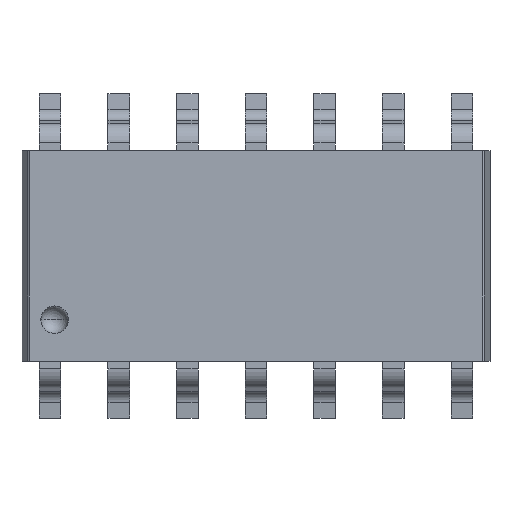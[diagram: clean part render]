
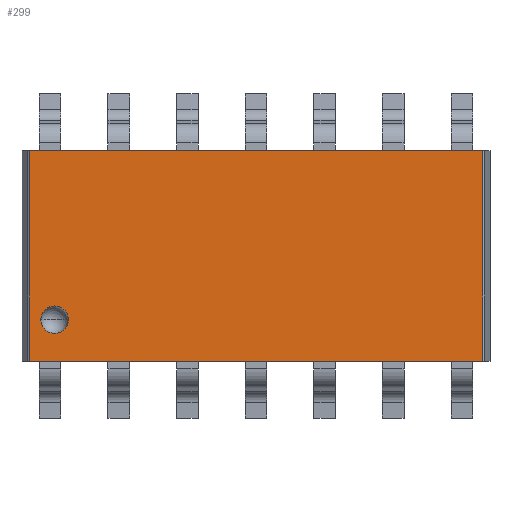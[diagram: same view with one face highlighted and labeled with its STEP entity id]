
A CAD part, top view. The second image highlights one B-rep face of the part: STEP entity #299.
In plain terms, the highlighted planar face has unit normal (0, 0, 1).
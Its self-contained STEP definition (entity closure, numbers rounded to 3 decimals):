
#299=ADVANCED_FACE('',(#793,#794),#795,.T.);
#793=FACE_BOUND('',#1508,.T.);
#794=FACE_OUTER_BOUND('',#1509,.T.);
#795=PLANE('',#1510);
#1508=EDGE_LOOP('',(#2210,#2211,#2212));
#1509=EDGE_LOOP('',(#2213,#2214,#2215,#2216));
#1510=AXIS2_PLACEMENT_3D('',#2217,#2218,#2219);
#2210=ORIENTED_EDGE('',*,*,#4088,.T.);
#2211=ORIENTED_EDGE('',*,*,#4085,.T.);
#2212=ORIENTED_EDGE('',*,*,#4089,.T.);
#2213=ORIENTED_EDGE('',*,*,#4124,.T.);
#2214=ORIENTED_EDGE('',*,*,#4125,.F.);
#2215=ORIENTED_EDGE('',*,*,#4126,.T.);
#2216=ORIENTED_EDGE('',*,*,#4121,.T.);
#2217=CARTESIAN_POINT('',(0.,1.95,0.863));
#2218=DIRECTION('',(0.0,0.,1.0));
#2219=DIRECTION('',(-1.0,0.0,0.0));
#4085=EDGE_CURVE('',#4859,#4856,#4860,.T.);
#4088=EDGE_CURVE('',#4863,#4859,#4864,.T.);
#4089=EDGE_CURVE('',#4856,#4863,#4865,.T.);
#4121=EDGE_CURVE('',#4914,#4912,#4915,.T.);
#4124=EDGE_CURVE('',#4912,#4918,#4919,.T.);
#4125=EDGE_CURVE('',#4920,#4918,#4921,.T.);
#4126=EDGE_CURVE('',#4920,#4914,#4922,.T.);
#4856=VERTEX_POINT('',#5992);
#4859=VERTEX_POINT('',#5995);
#4860=CIRCLE('',#5996,0.254);
#4863=VERTEX_POINT('',#5999);
#4864=CIRCLE('',#6000,0.254);
#4865=CIRCLE('',#6001,0.254);
#4912=VERTEX_POINT('',#6066);
#4914=VERTEX_POINT('',#6068);
#4915=LINE('',#6069,#6070);
#4918=VERTEX_POINT('',#6073);
#4919=LINE('',#6074,#6075);
#4920=VERTEX_POINT('',#6076);
#4921=LINE('',#6077,#6078);
#4922=LINE('',#6079,#6080);
#5992=CARTESIAN_POINT('',(-3.473,-1.181,0.863));
#5995=CARTESIAN_POINT('',(-3.981,-1.181,0.863));
#5996=AXIS2_PLACEMENT_3D('',#7550,#7551,#7552);
#5999=CARTESIAN_POINT('',(-3.727,-1.435,0.863));
#6000=AXIS2_PLACEMENT_3D('',#7556,#7557,#7558);
#6001=AXIS2_PLACEMENT_3D('',#7559,#7560,#7561);
#6066=CARTESIAN_POINT('',(-4.192,-1.95,0.863));
#6068=CARTESIAN_POINT('',(-4.192,1.95,0.863));
#6069=CARTESIAN_POINT('',(-4.192,1.95,0.863));
#6070=VECTOR('',#7595,1.0);
#6073=CARTESIAN_POINT('',(4.192,-1.95,0.863));
#6074=CARTESIAN_POINT('',(4.192,-1.95,0.863));
#6075=VECTOR('',#7599,1.0);
#6076=CARTESIAN_POINT('',(4.192,1.95,0.863));
#6077=CARTESIAN_POINT('',(4.192,1.95,0.863));
#6078=VECTOR('',#7600,1.0);
#6079=CARTESIAN_POINT('',(4.192,1.95,0.863));
#6080=VECTOR('',#7601,1.0);
#7550=CARTESIAN_POINT('',(-3.727,-1.181,0.863));
#7551=DIRECTION('',(0.0,0.,-1.0));
#7552=DIRECTION('',(0.0,1.0,0.));
#7556=CARTESIAN_POINT('',(-3.727,-1.181,0.863));
#7557=DIRECTION('',(0.0,0.,-1.0));
#7558=DIRECTION('',(0.0,1.0,0.));
#7559=CARTESIAN_POINT('',(-3.727,-1.181,0.863));
#7560=DIRECTION('',(0.0,0.,-1.0));
#7561=DIRECTION('',(0.0,1.0,0.));
#7595=DIRECTION('',(0.0,-1.0,0.));
#7599=DIRECTION('',(1.0,0.0,0.0));
#7600=DIRECTION('',(0.0,-1.0,0.));
#7601=DIRECTION('',(-1.0,0.0,0.0));
